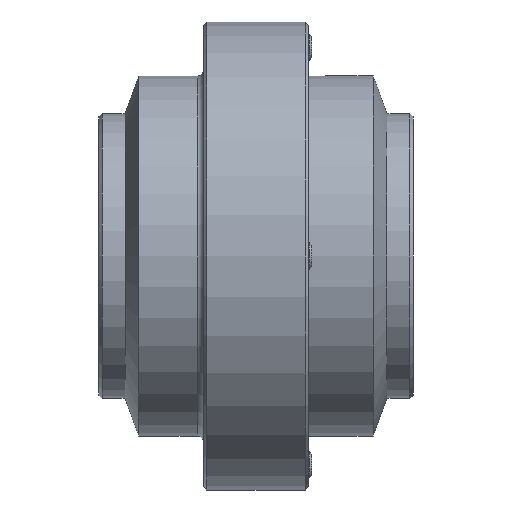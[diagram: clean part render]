
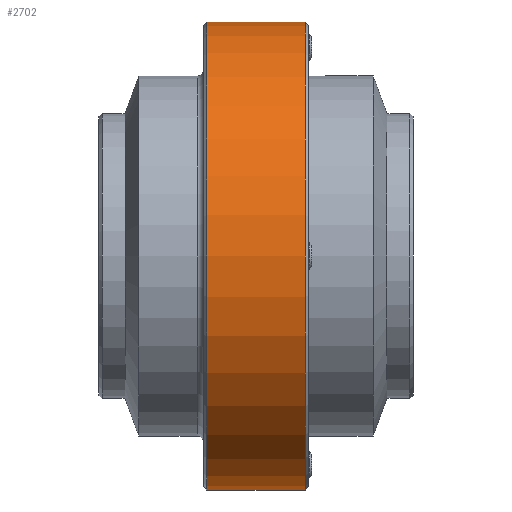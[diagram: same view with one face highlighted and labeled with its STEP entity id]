
A CAD part, front view. The second image highlights one B-rep face of the part: STEP entity #2702.
In plain terms, the highlighted cylindrical face has radius 71.5 mm (diameter 143 mm), a full revolution.
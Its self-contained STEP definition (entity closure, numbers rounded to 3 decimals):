
#316=CYLINDRICAL_SURFACE('',#3045,71.5);
#493=FACE_BOUND('',#958,.T.);
#676=FACE_OUTER_BOUND('',#957,.T.);
#957=EDGE_LOOP('',(#2292));
#958=EDGE_LOOP('',(#2293));
#1137=CIRCLE('',#3000,71.5);
#1162=CIRCLE('',#3044,71.5);
#1382=VERTEX_POINT('',#7758);
#1399=VERTEX_POINT('',#7819);
#1680=EDGE_CURVE('',#1382,#1382,#1137,.T.);
#1705=EDGE_CURVE('',#1399,#1399,#1162,.T.);
#2292=ORIENTED_EDGE('',*,*,#1680,.F.);
#2293=ORIENTED_EDGE('',*,*,#1705,.F.);
#2702=ADVANCED_FACE('',(#676,#493),#316,.T.);
#3000=AXIS2_PLACEMENT_3D('',#7759,#3708,#3709);
#3044=AXIS2_PLACEMENT_3D('',#7820,#3796,#3797);
#3045=AXIS2_PLACEMENT_3D('',#7821,#3798,#3799);
#3708=DIRECTION('center_axis',(1.,0.,0.));
#3709=DIRECTION('ref_axis',(0.,-1.,0.));
#3796=DIRECTION('center_axis',(-1.,0.,0.));
#3797=DIRECTION('ref_axis',(0.,-1.,0.));
#3798=DIRECTION('center_axis',(1.,0.,0.));
#3799=DIRECTION('ref_axis',(0.,1.,0.));
#7758=CARTESIAN_POINT('',(15.,71.5,0.));
#7759=CARTESIAN_POINT('Origin',(15.,0.,0.));
#7819=CARTESIAN_POINT('',(-15.,71.5,0.));
#7820=CARTESIAN_POINT('Origin',(-15.,0.,0.));
#7821=CARTESIAN_POINT('Origin',(-8.,0.,0.));
